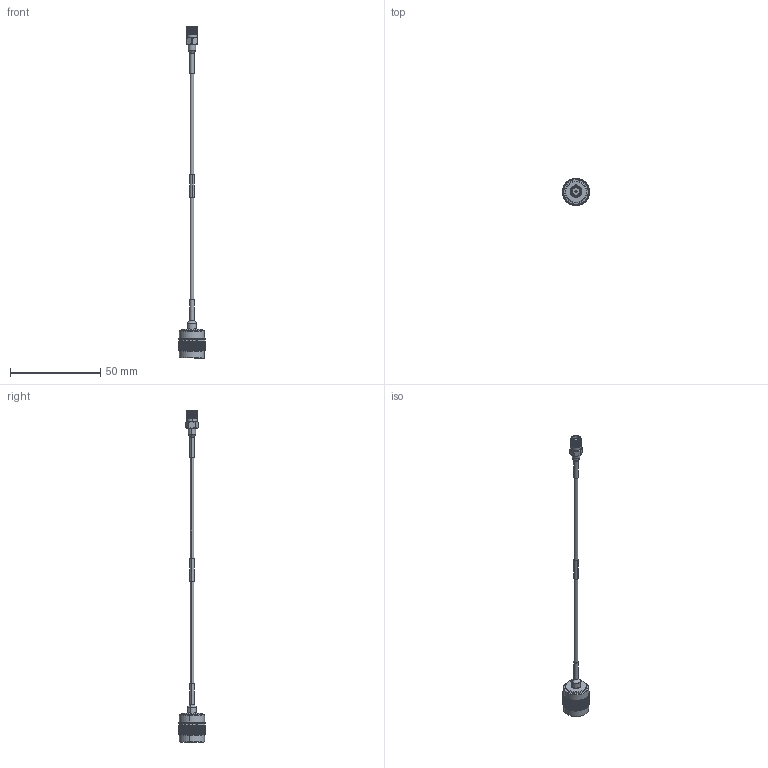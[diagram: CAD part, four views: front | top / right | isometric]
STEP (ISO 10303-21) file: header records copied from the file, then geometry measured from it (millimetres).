
FILE_DESCRIPTION (( 'STEP AP214' ), '1' );
FILE_NAME ('LCCA30562.step', '2020-06-22T20:12:00', ( '' ), ( '' ), 'SwSTEP 2.0', 'SolidWorks 2018', '' );
FILE_SCHEMA (( 'AUTOMOTIVE_DESIGN' ));
Length unit declared in the file: inch
Products named in the file (7): LCCN3044_HS; LCCN3044_HS-2; LCCA30562; 1AW01-002_.08 ID; LC085TB (085 FORMABLE); LCCN3058; LCCN3046
Assembly tree (6 placements, depth 2):
  LCCA30562
    LC085TB (085 FORMABLE)
    1AW01-002_.08 ID
    LCCN3046
    LCCN3044_HS-2
    LCCN3044_HS
    LCCN3058
Bounding box: 14.99 x 14.99 x 184.4 mm (x, y, z)
Volume: 2868.4 mm3; surface area: 4039.1 mm2
Topology: 6 solids, 6 shells, 2245 faces, 4800 edges, 2579 vertices
Faces by surface type: bspline 1690, cylinder 457, plane 55, cone 33, torus 10
Entity records: 90478 total; most frequent: CARTESIAN_POINT 60273, ORIENTED_EDGE 9600, EDGE_CURVE 4800, VERTEX_POINT 2579, EDGE_LOOP 2259, ADVANCED_FACE 2245, FACE_OUTER_BOUND 2245, B_SPLINE_CURVE_WITH_KNOTS 2100
